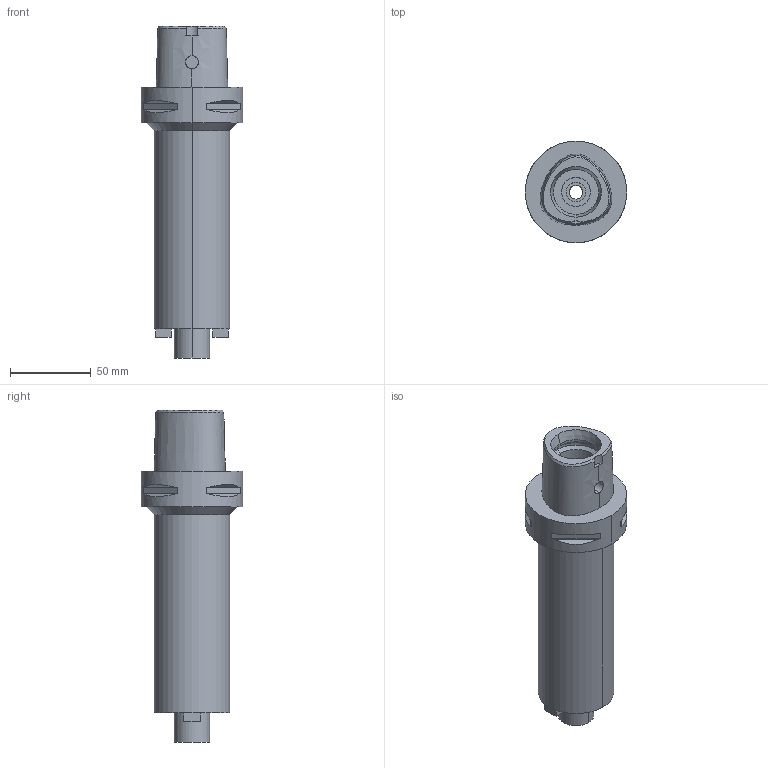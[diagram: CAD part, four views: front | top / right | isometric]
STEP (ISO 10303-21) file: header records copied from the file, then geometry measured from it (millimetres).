
FILE_DESCRIPTION((''),'2;1');
FILE_NAME('C6-FMH22-47-150','2019-01-29T',('ykawabe'),(''),'CREO PARAMETRIC BY PTC INC, 2016380','CREO PARAMETRIC BY PTC INC, 2016380','');
FILE_SCHEMA(('AUTOMOTIVE_DESIGN { 1 0 10303 214 1 1 1 1 }'));
Length unit declared in the file: millimetre
Products named in the file (1): C6-FMH22-47-150
Bounding box: 63 x 63 x 206 mm (x, y, z)
Volume: 315994.2 mm3; surface area: 44973.3 mm2
Topology: 1 solids, 1 shells, 78 faces, 178 edges, 113 vertices
Faces by surface type: plane 41, cylinder 25, cone 6, bspline 4, torus 2
Entity records: 4000 total; most frequent: CARTESIAN_POINT 1407, DIRECTION 378, ORIENTED_EDGE 356, PRESENTATION_STYLE_ASSIGNMENT 183, STYLED_ITEM 183, CURVE_STYLE 182, EDGE_CURVE 178, AXIS2_PLACEMENT_3D 147
